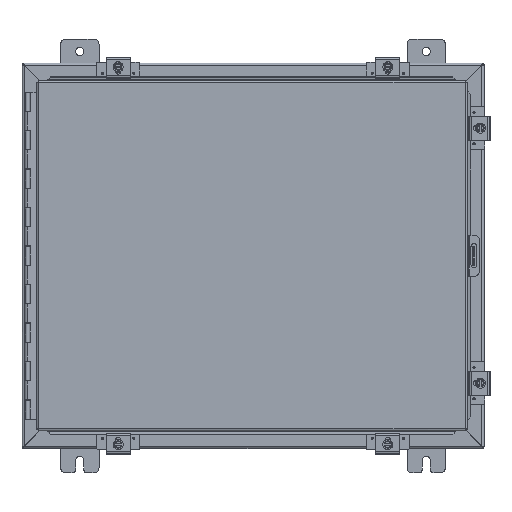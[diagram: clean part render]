
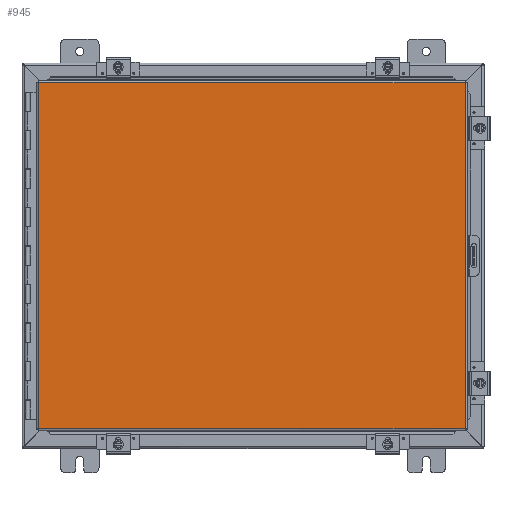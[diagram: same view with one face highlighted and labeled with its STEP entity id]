
A CAD part, top view. The second image highlights one B-rep face of the part: STEP entity #945.
In plain terms, the highlighted face is planar.
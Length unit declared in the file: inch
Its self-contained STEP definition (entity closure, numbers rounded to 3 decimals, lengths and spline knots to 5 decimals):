
#945 = ADVANCED_FACE ( 'NONE', ( #39307 ), #1403, .F. ) ;
#1403 = PLANE ( 'NONE',  #29769 ) ;
#3229 = VECTOR ( 'NONE', #35389, 39.37008 ) ;
#6540 = VECTOR ( 'NONE', #34811, 39.37008 ) ;
#6594 = EDGE_LOOP ( 'NONE', ( #33481, #14592, #15503, #10987 ) ) ;
#7224 = VECTOR ( 'NONE', #29923, 39.37008 ) ;
#7674 = CARTESIAN_POINT ( 'NONE',  ( -11.08225, 8.9885, 0. ) ) ;
#8761 = CARTESIAN_POINT ( 'NONE',  ( 0., 0., 0. ) ) ;
#8815 = VERTEX_POINT ( 'NONE', #18728 ) ;
#9138 = DIRECTION ( 'NONE',  ( 0., 0., 1. ) ) ;
#9549 = DIRECTION ( 'NONE',  ( 1., 0., 0. ) ) ;
#9788 = DIRECTION ( 'NONE',  ( 1., 0., 0. ) ) ;
#10987 = ORIENTED_EDGE ( 'NONE', *, *, #12865, .T. ) ;
#12865 = EDGE_CURVE ( 'NONE', #8815, #30462, #32017, .T. ) ;
#14592 = ORIENTED_EDGE ( 'NONE', *, *, #20400, .T. ) ;
#15503 = ORIENTED_EDGE ( 'NONE', *, *, #34972, .T. ) ;
#15746 = VECTOR ( 'NONE', #9549, 39.37008 ) ;
#18728 = CARTESIAN_POINT ( 'NONE',  ( 11.08225, -8.9885, 0. ) ) ;
#19396 = LINE ( 'NONE', #35482, #3229 ) ;
#20400 = EDGE_CURVE ( 'NONE', #23203, #21214, #32680, .T. ) ;
#21214 = VERTEX_POINT ( 'NONE', #25036 ) ;
#21457 = CARTESIAN_POINT ( 'NONE',  ( -11.08225, -8.9885, 0. ) ) ;
#23203 = VERTEX_POINT ( 'NONE', #27538 ) ;
#25036 = CARTESIAN_POINT ( 'NONE',  ( 11.08225, 8.9885, 0. ) ) ;
#27538 = CARTESIAN_POINT ( 'NONE',  ( -11.08225, 8.9885, 0. ) ) ;
#29620 = LINE ( 'NONE', #32127, #6540 ) ;
#29769 = AXIS2_PLACEMENT_3D ( 'NONE', #8761, #9138, #9788 ) ;
#29923 = DIRECTION ( 'NONE',  ( -1., 0., 0. ) ) ;
#30462 = VERTEX_POINT ( 'NONE', #21457 ) ;
#31620 = CARTESIAN_POINT ( 'NONE',  ( 11.08225, -8.9885, 0. ) ) ;
#32017 = LINE ( 'NONE', #31620, #7224 ) ;
#32127 = CARTESIAN_POINT ( 'NONE',  ( -11.08225, -8.9885, 0. ) ) ;
#32680 = LINE ( 'NONE', #7674, #15746 ) ;
#33481 = ORIENTED_EDGE ( 'NONE', *, *, #35025, .T. ) ;
#34811 = DIRECTION ( 'NONE',  ( 0., 1., 0. ) ) ;
#34972 = EDGE_CURVE ( 'NONE', #21214, #8815, #19396, .T. ) ;
#35025 = EDGE_CURVE ( 'NONE', #30462, #23203, #29620, .T. ) ;
#35389 = DIRECTION ( 'NONE',  ( 0., -1., 0. ) ) ;
#35482 = CARTESIAN_POINT ( 'NONE',  ( 11.08225, 8.9885, 0. ) ) ;
#39307 = FACE_OUTER_BOUND ( 'NONE', #6594, .T. ) ;
